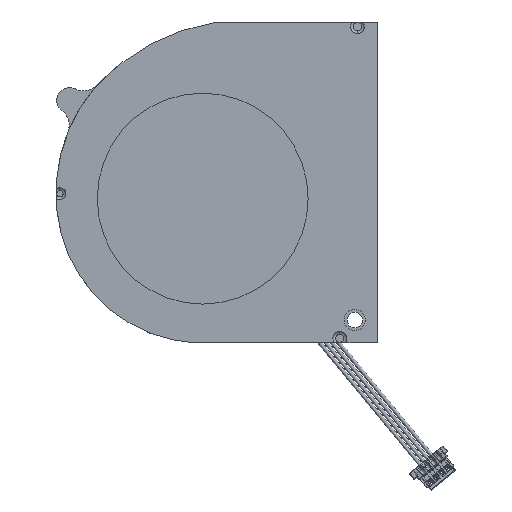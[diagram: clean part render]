
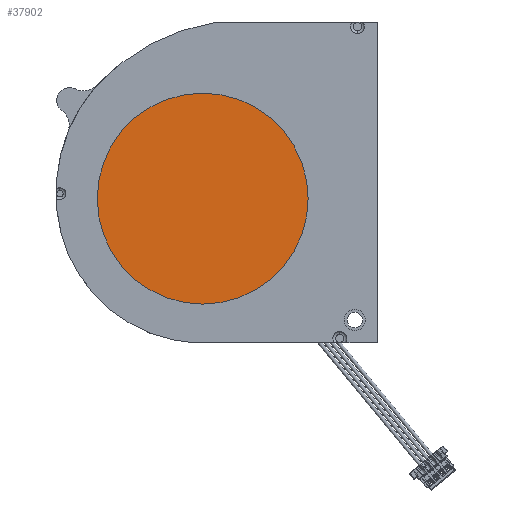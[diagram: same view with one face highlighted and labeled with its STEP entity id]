
A CAD part, front view. The second image highlights one B-rep face of the part: STEP entity #37902.
In plain terms, the highlighted face is planar.
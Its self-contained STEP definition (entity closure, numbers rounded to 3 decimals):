
#37825=CARTESIAN_POINT('',(0.,4.207,
0.));
#37826=DIRECTION('',(0.,1.,0.));
#37827=DIRECTION('',(-1.,0.,0.));
#37828=AXIS2_PLACEMENT_3D('',#37825,#37826,#37827);
#37830=CARTESIAN_POINT('',(0.,4.207,
0.));
#37831=DIRECTION('',(0.,1.,0.));
#37832=DIRECTION('',(1.,0.,0.));
#37833=AXIS2_PLACEMENT_3D('',#37830,#37831,#37832);
#37835=CARTESIAN_POINT('',(-13.5,4.208,
0.));
#37836=CARTESIAN_POINT('',(13.5,4.207,
0.));
#37837=VERTEX_POINT('',#37835);
#37838=VERTEX_POINT('',#37836);
#37893=CARTESIAN_POINT('',(0.,4.207,0.));
#37894=DIRECTION('',(0.,1.,0.));
#37895=DIRECTION('',(1.,0.,0.));
#37896=AXIS2_PLACEMENT_3D('',#37893,#37894,#37895);
#37897=PLANE('',#37896);
#37898=ORIENTED_EDGE('',*,*,#37887,.F.);
#37899=ORIENTED_EDGE('',*,*,#37867,.F.);
#37900=EDGE_LOOP('',(#37898,#37899));
#37901=FACE_OUTER_BOUND('',#37900,.F.);
#37902=ADVANCED_FACE('',(#37901),#37897,.T.);
#37829=CIRCLE('',#37828,13.5);
#37834=CIRCLE('',#37833,13.5);
#37867=EDGE_CURVE('',#37838,#37837,#37834,.T.);
#37887=EDGE_CURVE('',#37837,#37838,#37829,.T.);
